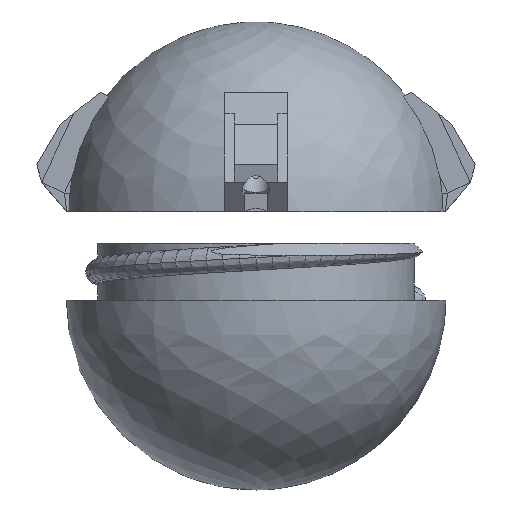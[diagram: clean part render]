
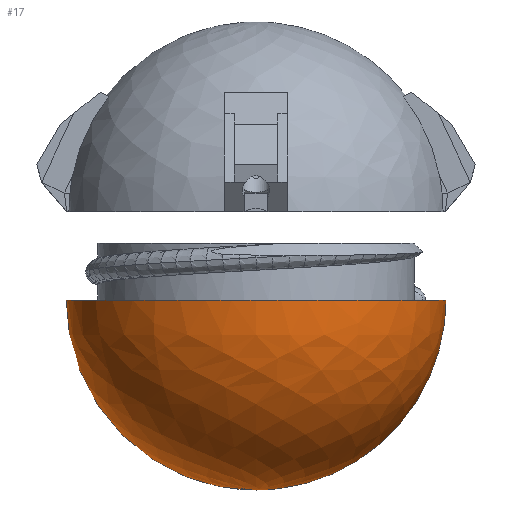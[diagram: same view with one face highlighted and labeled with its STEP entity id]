
A CAD part, front view. The second image highlights one B-rep face of the part: STEP entity #17.
In plain terms, the highlighted free-form (B-spline) face has degree [2, 2] with [9, 5] control points.
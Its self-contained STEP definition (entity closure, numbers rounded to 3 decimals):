
#17=ADVANCED_FACE('',(#358),#5112,.T.);
#358=FACE_OUTER_BOUND('',#693,.T.);
#693=EDGE_LOOP('',(#1051,#1052,#1053));
#1051=ORIENTED_EDGE('',*,*,#2717,.T.);
#1052=ORIENTED_EDGE('',*,*,#2716,.F.);
#1053=ORIENTED_EDGE('',*,*,#2716,.T.);
#2716=EDGE_CURVE('',#4401,#4402,#4333,.T.);
#2717=EDGE_CURVE('',#4402,#4402,#4334,.T.);
#4333=(
BOUNDED_CURVE()
B_SPLINE_CURVE(2,(#8351,#8352,#8353),.UNSPECIFIED.,.F.,.F.)
B_SPLINE_CURVE_WITH_KNOTS((3,3),(-23.562,0.),.UNSPECIFIED.)
CURVE()
GEOMETRIC_REPRESENTATION_ITEM()
RATIONAL_B_SPLINE_CURVE((1.,0.707,1.))
REPRESENTATION_ITEM('')
);
#4334=(
BOUNDED_CURVE()
B_SPLINE_CURVE(2,(#8354,#8355,#8356,#8357,#8358,#8359,#8360,#8361,#8362),
 .UNSPECIFIED.,.T.,.F.)
B_SPLINE_CURVE_WITH_KNOTS((3,2,2,2,3),(0.,30.,60.,90.,120.),
 .UNSPECIFIED.)
CURVE()
GEOMETRIC_REPRESENTATION_ITEM()
RATIONAL_B_SPLINE_CURVE((1.,0.707,1.,0.707,1.,0.707,
1.,0.707,1.))
REPRESENTATION_ITEM('')
);
#4401=VERTEX_POINT('',#8149);
#4402=VERTEX_POINT('',#8150);
#5112=(
BOUNDED_SURFACE()
B_SPLINE_SURFACE(2,2,((#5612,#5613,#5614,#5615,#5616),(#5617,#5618,#5619,
#5620,#5621),(#5622,#5623,#5624,#5625,#5626),(#5627,#5628,#5629,#5630,#5631),
(#5632,#5633,#5634,#5635,#5636),(#5637,#5638,#5639,#5640,#5641),(#5642,
#5643,#5644,#5645,#5646),(#5647,#5648,#5649,#5650,#5651),(#5652,#5653,#5654,
#5655,#5656)),.UNSPECIFIED.,.T.,.F.,.F.)
B_SPLINE_SURFACE_WITH_KNOTS((3,2,2,2,3),(3,2,3),(0.,23.562,47.124,
70.686,94.248),(-23.562,0.,23.562),
 .UNSPECIFIED.)
GEOMETRIC_REPRESENTATION_ITEM()
RATIONAL_B_SPLINE_SURFACE(((1.,0.707,1.,0.707,1.),
(0.707,0.5,0.707,0.5,0.707),(1.,0.707,
1.,0.707,1.),(0.707,0.5,0.707,0.5,0.707),
(1.,0.707,1.,0.707,1.),(0.707,0.5,0.707,
0.5,0.707),(1.,0.707,1.,0.707,1.),(0.707,
0.5,0.707,0.5,0.707),(1.,0.707,1.,0.707,
1.)))
REPRESENTATION_ITEM('')
SURFACE()
);
#5612=CARTESIAN_POINT('',(-62.,-113.589,-58.));
#5613=CARTESIAN_POINT('',(-47.,-113.589,-58.));
#5614=CARTESIAN_POINT('',(-47.,-113.589,-43.));
#5615=CARTESIAN_POINT('',(-47.,-113.589,-28.));
#5616=CARTESIAN_POINT('',(-62.,-113.589,-28.));
#5617=CARTESIAN_POINT('',(-62.,-113.589,-58.));
#5618=CARTESIAN_POINT('',(-47.,-98.589,-58.));
#5619=CARTESIAN_POINT('',(-47.,-98.589,-43.));
#5620=CARTESIAN_POINT('',(-47.,-98.589,-28.));
#5621=CARTESIAN_POINT('',(-62.,-113.589,-28.));
#5622=CARTESIAN_POINT('',(-62.,-113.589,-58.));
#5623=CARTESIAN_POINT('',(-62.,-98.589,-58.));
#5624=CARTESIAN_POINT('',(-62.,-98.589,-43.));
#5625=CARTESIAN_POINT('',(-62.,-98.589,-28.));
#5626=CARTESIAN_POINT('',(-62.,-113.589,-28.));
#5627=CARTESIAN_POINT('',(-62.,-113.589,-58.));
#5628=CARTESIAN_POINT('',(-77.,-98.589,-58.));
#5629=CARTESIAN_POINT('',(-77.,-98.589,-43.));
#5630=CARTESIAN_POINT('',(-77.,-98.589,-28.));
#5631=CARTESIAN_POINT('',(-62.,-113.589,-28.));
#5632=CARTESIAN_POINT('',(-62.,-113.589,-58.));
#5633=CARTESIAN_POINT('',(-77.,-113.589,-58.));
#5634=CARTESIAN_POINT('',(-77.,-113.589,-43.));
#5635=CARTESIAN_POINT('',(-77.,-113.589,-28.));
#5636=CARTESIAN_POINT('',(-62.,-113.589,-28.));
#5637=CARTESIAN_POINT('',(-62.,-113.589,-58.));
#5638=CARTESIAN_POINT('',(-77.,-128.589,-58.));
#5639=CARTESIAN_POINT('',(-77.,-128.589,-43.));
#5640=CARTESIAN_POINT('',(-77.,-128.589,-28.));
#5641=CARTESIAN_POINT('',(-62.,-113.589,-28.));
#5642=CARTESIAN_POINT('',(-62.,-113.589,-58.));
#5643=CARTESIAN_POINT('',(-62.,-128.589,-58.));
#5644=CARTESIAN_POINT('',(-62.,-128.589,-43.));
#5645=CARTESIAN_POINT('',(-62.,-128.589,-28.));
#5646=CARTESIAN_POINT('',(-62.,-113.589,-28.));
#5647=CARTESIAN_POINT('',(-62.,-113.589,-58.));
#5648=CARTESIAN_POINT('',(-47.,-128.589,-58.));
#5649=CARTESIAN_POINT('',(-47.,-128.589,-43.));
#5650=CARTESIAN_POINT('',(-47.,-128.589,-28.));
#5651=CARTESIAN_POINT('',(-62.,-113.589,-28.));
#5652=CARTESIAN_POINT('',(-62.,-113.589,-58.));
#5653=CARTESIAN_POINT('',(-47.,-113.589,-58.));
#5654=CARTESIAN_POINT('',(-47.,-113.589,-43.));
#5655=CARTESIAN_POINT('',(-47.,-113.589,-28.));
#5656=CARTESIAN_POINT('',(-62.,-113.589,-28.));
#8149=CARTESIAN_POINT('',(-62.,-113.589,-58.));
#8150=CARTESIAN_POINT('',(-47.,-113.589,-43.));
#8351=CARTESIAN_POINT('',(-62.,-113.589,-58.));
#8352=CARTESIAN_POINT('',(-47.,-113.589,-58.));
#8353=CARTESIAN_POINT('',(-47.,-113.589,-43.));
#8354=CARTESIAN_POINT('',(-47.,-113.589,-43.));
#8355=CARTESIAN_POINT('',(-47.,-128.589,-43.));
#8356=CARTESIAN_POINT('',(-62.,-128.589,-43.));
#8357=CARTESIAN_POINT('',(-77.,-128.589,-43.));
#8358=CARTESIAN_POINT('',(-77.,-113.589,-43.));
#8359=CARTESIAN_POINT('',(-77.,-98.589,-43.));
#8360=CARTESIAN_POINT('',(-62.,-98.589,-43.));
#8361=CARTESIAN_POINT('',(-47.,-98.589,-43.));
#8362=CARTESIAN_POINT('',(-47.,-113.589,-43.));
